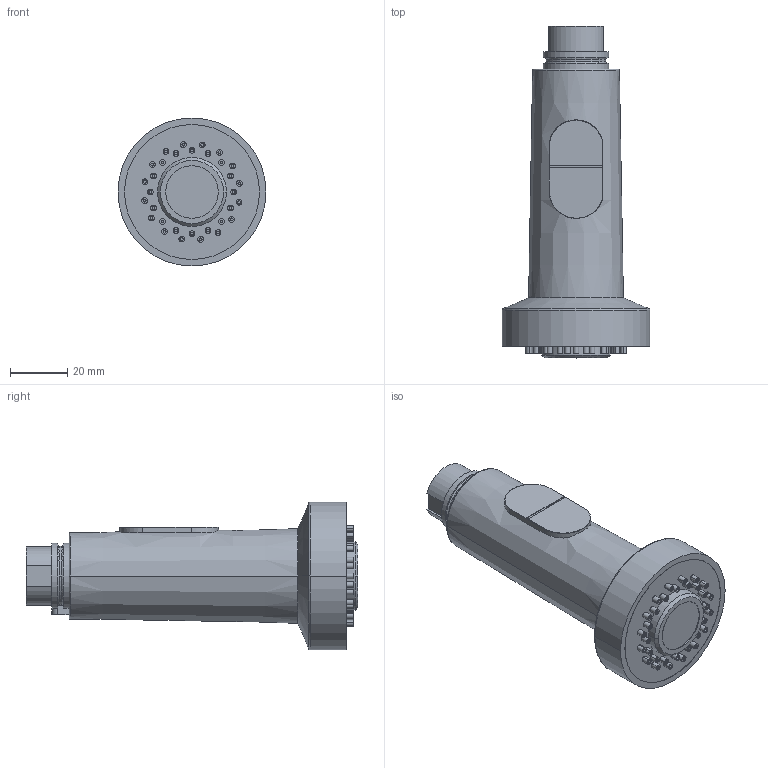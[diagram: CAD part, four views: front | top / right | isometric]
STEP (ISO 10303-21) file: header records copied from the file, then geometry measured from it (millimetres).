
FILE_DESCRIPTION((''),'2;1');
FILE_NAME('ZDOC049CR','2021-05-05T08:40:15',('ut3'),('PAFFONI SpA'),'CREO PARAMETRIC BY PTC INC, 2020044','CREO PARAMETRIC BY PTC INC, 2020044','');
FILE_SCHEMA(('CONFIG_CONTROL_DESIGN','SHAPE_APPEARANCE_LAYERS_GROUPS'));
Length unit declared in the file: millimetre
Products named in the file (1): ZDOC049CR
Bounding box: 51.5 x 115.5 x 51.5 mm (x, y, z)
Surface area: 18305.6 mm2 (no closed solid volume)
Topology: 0 solids, 35 shells, 224 faces, 540 edges, 355 vertices
Faces by surface type: cylinder 149, plane 59, torus 10, cone 6
Entity records: 8473 total; most frequent: DIRECTION 1297, CARTESIAN_POINT 1232, ORIENTED_EDGE 940, AXIS2_PLACEMENT_3D 550, EDGE_CURVE 540, VERTEX_POINT 355, CIRCLE 326, FILL_AREA_STYLE_COLOUR 267
